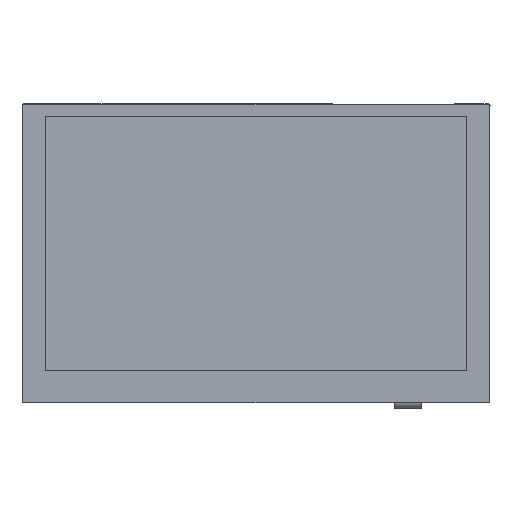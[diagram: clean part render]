
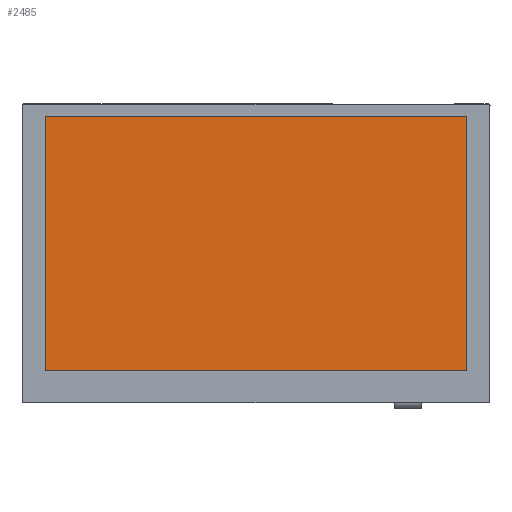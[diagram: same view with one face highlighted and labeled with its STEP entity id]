
A CAD part, top view. The second image highlights one B-rep face of the part: STEP entity #2485.
In plain terms, the highlighted planar face has unit normal (0, 0, 1).
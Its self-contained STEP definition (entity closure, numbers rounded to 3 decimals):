
#1210=DIRECTION('',(1.,0.,0.));
#1211=VECTOR('',#1210,109.);
#1212=CARTESIAN_POINT('',(-54.5,32.9,0.65));
#1213=LINE('',#1212,#1211);
#1217=DIRECTION('',(0.,1.,0.));
#1218=VECTOR('',#1217,65.8);
#1219=CARTESIAN_POINT('',(54.5,-32.9,0.65));
#1220=LINE('',#1219,#1218);
#1224=DIRECTION('',(1.,0.,0.));
#1225=VECTOR('',#1224,109.);
#1226=CARTESIAN_POINT('',(-54.5,-32.9,0.65));
#1227=LINE('',#1226,#1225);
#1231=DIRECTION('',(0.,1.,0.));
#1232=VECTOR('',#1231,65.8);
#1233=CARTESIAN_POINT('',(-54.5,-32.9,0.65));
#1234=LINE('',#1233,#1232);
#1267=CARTESIAN_POINT('',(-54.5,32.9,0.65));
#1268=CARTESIAN_POINT('',(54.5,32.9,0.65));
#1269=VERTEX_POINT('',#1267);
#1270=VERTEX_POINT('',#1268);
#1271=CARTESIAN_POINT('',(54.5,-32.9,0.65));
#1272=VERTEX_POINT('',#1271);
#1273=CARTESIAN_POINT('',(-54.5,-32.9,0.65));
#1274=VERTEX_POINT('',#1273);
#2471=CARTESIAN_POINT('',(0.,0.,0.65));
#2472=DIRECTION('',(0.,0.,1.));
#2473=DIRECTION('',(1.,0.,0.));
#2474=AXIS2_PLACEMENT_3D('',#2471,#2472,#2473);
#2475=PLANE('',#2474);
#2476=ORIENTED_EDGE('',*,*,#2461,.T.);
#2478=ORIENTED_EDGE('',*,*,#2477,.F.);
#2480=ORIENTED_EDGE('',*,*,#2479,.F.);
#2482=ORIENTED_EDGE('',*,*,#2481,.T.);
#2483=EDGE_LOOP('',(#2476,#2478,#2480,#2482));
#2484=FACE_OUTER_BOUND('',#2483,.F.);
#2485=ADVANCED_FACE('',(#2484),#2475,.T.);
#2461=EDGE_CURVE('',#1269,#1270,#1213,.T.);
#2477=EDGE_CURVE('',#1272,#1270,#1220,.T.);
#2479=EDGE_CURVE('',#1274,#1272,#1227,.T.);
#2481=EDGE_CURVE('',#1274,#1269,#1234,.T.);
